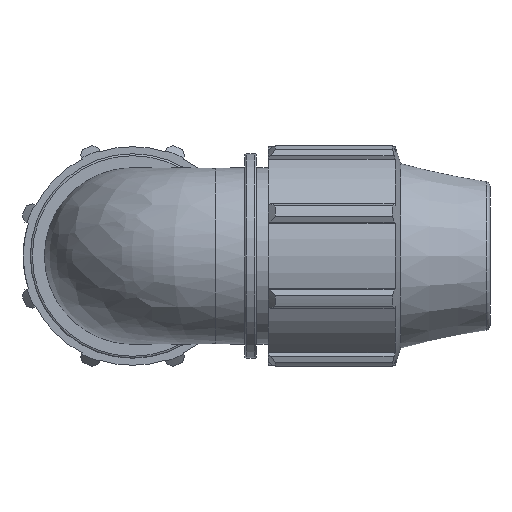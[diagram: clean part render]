
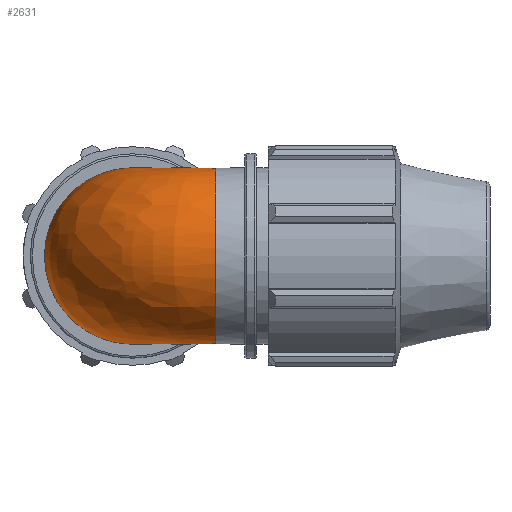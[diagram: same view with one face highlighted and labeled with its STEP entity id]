
A CAD part, front view. The second image highlights one B-rep face of the part: STEP entity #2631.
In plain terms, the highlighted free-form (B-spline) face has degree [2, 2] with [9, 3] control points.
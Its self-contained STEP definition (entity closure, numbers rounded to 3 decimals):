
#569=(
BOUNDED_SURFACE()
B_SPLINE_SURFACE(2,2,((#3837,#3838,#3839),(#3840,#3841,#3842),(#3843,#3844,
#3845),(#3846,#3847,#3848),(#3849,#3850,#3851),(#3852,#3853,#3854),(#3855,
#3856,#3857),(#3858,#3859,#3860),(#3861,#3862,#3863)),.UNSPECIFIED.,.F.,
 .F.,.F.)
B_SPLINE_SURFACE_WITH_KNOTS((3,2,2,2,3),(3,3),(-2.529,-1.264,
0.,1.264,2.529),(-1.571,
0.),.UNSPECIFIED.)
GEOMETRIC_REPRESENTATION_ITEM()
RATIONAL_B_SPLINE_SURFACE(((1.,0.707,1.),(0.807,
0.57,0.807),(1.,0.707,1.),(0.807,
0.57,0.807),(1.,0.707,1.),(0.807,
0.57,0.807),(1.,0.707,1.),(0.807,
0.57,0.807),(1.,0.707,1.)))
REPRESENTATION_ITEM('')
SURFACE()
);
#606=CIRCLE('',#2784,18.);
#607=CIRCLE('',#2785,18.);
#761=FACE_OUTER_BOUND('',#911,.T.);
#911=EDGE_LOOP('',(#1737,#1738,#1739,#1740));
#1094=B_SPLINE_CURVE_WITH_KNOTS('',3,(#3801,#3802,#3803,#3804,#3805,#3806,
#3807,#3808,#3809,#3810,#3811,#3812,#3813,#3814),.UNSPECIFIED.,.F.,.F.,
(4,2,2,2,2,2,4),(-0.001,0.,0.075,0.149,
0.256,0.37,0.371),.UNSPECIFIED.);
#1095=B_SPLINE_CURVE_WITH_KNOTS('',3,(#3818,#3819,#3820,#3821,#3822,#3823,
#3824,#3825,#3826,#3827,#3828,#3829,#3830,#3831),.UNSPECIFIED.,.F.,.F.,
(4,2,2,2,2,2,4),(-0.001,0.,0.115,0.222,
0.295,0.371,0.371),.UNSPECIFIED.);
#1096=VERTEX_POINT('',#3799);
#1097=VERTEX_POINT('',#3800);
#1098=VERTEX_POINT('',#3815);
#1099=VERTEX_POINT('',#3817);
#1356=EDGE_CURVE('',#1096,#1097,#1094,.T.);
#1358=EDGE_CURVE('',#1099,#1098,#1095,.T.);
#1361=EDGE_CURVE('',#1096,#1098,#606,.T.);
#1362=EDGE_CURVE('',#1099,#1097,#607,.T.);
#1737=ORIENTED_EDGE('',*,*,#1358,.T.);
#1738=ORIENTED_EDGE('',*,*,#1361,.F.);
#1739=ORIENTED_EDGE('',*,*,#1356,.T.);
#1740=ORIENTED_EDGE('',*,*,#1362,.F.);
#2631=ADVANCED_FACE('',(#761),#569,.F.);
#2784=AXIS2_PLACEMENT_3D('',#3836,#3053,#3054);
#2785=AXIS2_PLACEMENT_3D('',#3864,#3055,#3056);
#3053=DIRECTION('center_axis',(1.,0.,0.));
#3054=DIRECTION('ref_axis',(0.,0.,-1.));
#3055=DIRECTION('center_axis',(0.,1.,0.));
#3056=DIRECTION('ref_axis',(0.,0.,-1.));
#3799=CARTESIAN_POINT('',(17.,14.571,10.568));
#3800=CARTESIAN_POINT('',(14.571,17.,10.568));
#3801=CARTESIAN_POINT('Ctrl Pts',(17.,14.571,10.568));
#3802=CARTESIAN_POINT('Ctrl Pts',(16.997,14.572,10.567));
#3803=CARTESIAN_POINT('Ctrl Pts',(16.995,14.572,10.566));
#3804=CARTESIAN_POINT('Ctrl Pts',(16.749,14.612,10.513));
#3805=CARTESIAN_POINT('Ctrl Pts',(16.511,14.681,10.469));
#3806=CARTESIAN_POINT('Ctrl Pts',(16.06,14.876,10.402));
#3807=CARTESIAN_POINT('Ctrl Pts',(15.851,15.,10.379));
#3808=CARTESIAN_POINT('Ctrl Pts',(15.378,15.367,10.351));
#3809=CARTESIAN_POINT('Ctrl Pts',(15.14,15.634,10.359));
#3810=CARTESIAN_POINT('Ctrl Pts',(14.76,16.264,10.425));
#3811=CARTESIAN_POINT('Ctrl Pts',(14.632,16.623,10.486));
#3812=CARTESIAN_POINT('Ctrl Pts',(14.572,16.995,10.566));
#3813=CARTESIAN_POINT('Ctrl Pts',(14.572,16.997,10.567));
#3814=CARTESIAN_POINT('Ctrl Pts',(14.571,17.,10.568));
#3815=CARTESIAN_POINT('',(17.,14.571,-10.568));
#3817=CARTESIAN_POINT('',(14.571,17.,-10.568));
#3818=CARTESIAN_POINT('Ctrl Pts',(14.571,17.,-10.568));
#3819=CARTESIAN_POINT('Ctrl Pts',(14.572,16.997,-10.567));
#3820=CARTESIAN_POINT('Ctrl Pts',(14.572,16.995,-10.566));
#3821=CARTESIAN_POINT('Ctrl Pts',(14.632,16.623,-10.486));
#3822=CARTESIAN_POINT('Ctrl Pts',(14.76,16.264,-10.425));
#3823=CARTESIAN_POINT('Ctrl Pts',(15.14,15.634,-10.359));
#3824=CARTESIAN_POINT('Ctrl Pts',(15.378,15.367,-10.351));
#3825=CARTESIAN_POINT('Ctrl Pts',(15.851,15.,-10.379));
#3826=CARTESIAN_POINT('Ctrl Pts',(16.06,14.876,-10.402));
#3827=CARTESIAN_POINT('Ctrl Pts',(16.511,14.681,-10.469));
#3828=CARTESIAN_POINT('Ctrl Pts',(16.749,14.612,-10.513));
#3829=CARTESIAN_POINT('Ctrl Pts',(16.995,14.572,-10.566));
#3830=CARTESIAN_POINT('Ctrl Pts',(16.997,14.572,-10.567));
#3831=CARTESIAN_POINT('Ctrl Pts',(17.,14.571,-10.568));
#3836=CARTESIAN_POINT('Origin',(17.,0.,0.));
#3837=CARTESIAN_POINT('Ctrl Pts',(17.,14.726,10.351));
#3838=CARTESIAN_POINT('Ctrl Pts',(14.726,14.726,10.351));
#3839=CARTESIAN_POINT('Ctrl Pts',(14.726,17.,10.351));
#3840=CARTESIAN_POINT('Ctrl Pts',(17.,7.143,21.138));
#3841=CARTESIAN_POINT('Ctrl Pts',(7.143,7.143,21.138));
#3842=CARTESIAN_POINT('Ctrl Pts',(7.143,17.,21.138));
#3843=CARTESIAN_POINT('Ctrl Pts',(17.,-5.428,17.162));
#3844=CARTESIAN_POINT('Ctrl Pts',(-5.428,-5.428,17.162));
#3845=CARTESIAN_POINT('Ctrl Pts',(-5.428,17.,17.162));
#3846=CARTESIAN_POINT('Ctrl Pts',(17.,-18.,13.185));
#3847=CARTESIAN_POINT('Ctrl Pts',(-18.,-18.,13.185));
#3848=CARTESIAN_POINT('Ctrl Pts',(-18.,17.,13.185));
#3849=CARTESIAN_POINT('Ctrl Pts',(17.,-18.,0.));
#3850=CARTESIAN_POINT('Ctrl Pts',(-18.,-18.,0.));
#3851=CARTESIAN_POINT('Ctrl Pts',(-18.,17.,0.));
#3852=CARTESIAN_POINT('Ctrl Pts',(17.,-18.,-13.185));
#3853=CARTESIAN_POINT('Ctrl Pts',(-18.,-18.,-13.185));
#3854=CARTESIAN_POINT('Ctrl Pts',(-18.,17.,-13.185));
#3855=CARTESIAN_POINT('Ctrl Pts',(17.,-5.428,-17.162));
#3856=CARTESIAN_POINT('Ctrl Pts',(-5.428,-5.428,-17.162));
#3857=CARTESIAN_POINT('Ctrl Pts',(-5.428,17.,-17.162));
#3858=CARTESIAN_POINT('Ctrl Pts',(17.,7.143,-21.138));
#3859=CARTESIAN_POINT('Ctrl Pts',(7.143,7.143,-21.138));
#3860=CARTESIAN_POINT('Ctrl Pts',(7.143,17.,-21.138));
#3861=CARTESIAN_POINT('Ctrl Pts',(17.,14.726,-10.351));
#3862=CARTESIAN_POINT('Ctrl Pts',(14.726,14.726,-10.351));
#3863=CARTESIAN_POINT('Ctrl Pts',(14.726,17.,-10.351));
#3864=CARTESIAN_POINT('Origin',(0.,17.,0.));
